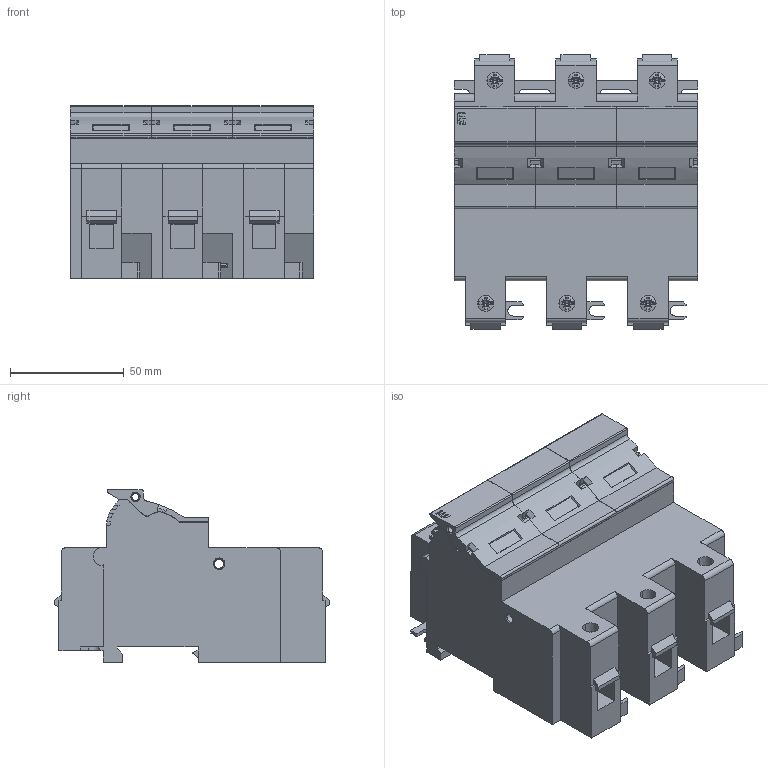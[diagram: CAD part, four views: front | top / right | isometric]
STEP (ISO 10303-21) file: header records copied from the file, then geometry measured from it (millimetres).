
FILE_DESCRIPTION((''),'2;1');
FILE_NAME('EFD22_3P_DIM','2017-09-18T',('matic.bajda'),('Audax d.o.o.'),'CREO PARAMETRIC BY PTC INC, 2016260','CREO PARAMETRIC BY PTC INC, 2016260','');
FILE_SCHEMA(('AUTOMOTIVE_DESIGN { 1 0 10303 214 1 1 1 1 }'));
Length unit declared in the file: millimetre
Products named in the file (1): EFD22_3P_DIM
Bounding box: 106.8 x 120.4 x 75.8 mm (x, y, z)
Volume: 561447.2 mm3; surface area: 73714.6 mm2
Topology: 1 solids, 1 shells, 833 faces, 2368 edges, 1549 vertices
Faces by surface type: plane 532, cylinder 187, cone 54, sphere 21, torus 21, bspline 12, extrusion 6
Entity records: 36118 total; most frequent: CARTESIAN_POINT 7322, ORIENTED_EDGE 4712, DIRECTION 4243, PRESENTATION_STYLE_ASSIGNMENT 2360, STYLED_ITEM 2357, CURVE_STYLE 2356, EDGE_CURVE 2356, VERTEX_POINT 1549
